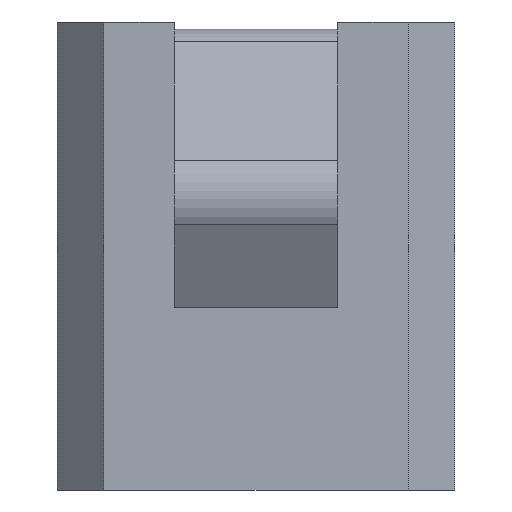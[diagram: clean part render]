
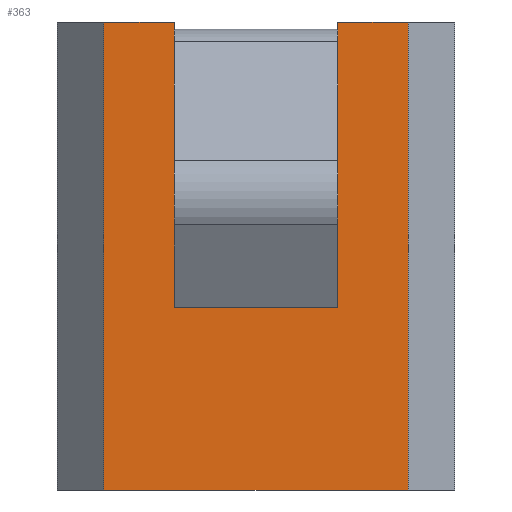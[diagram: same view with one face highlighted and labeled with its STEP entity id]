
A CAD part, front view. The second image highlights one B-rep face of the part: STEP entity #363.
In plain terms, the highlighted planar face has unit normal (0, -1, 0).
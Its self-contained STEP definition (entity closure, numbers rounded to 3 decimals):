
#2 = LINE ( 'NONE', #161, #8 ) ;
#8 = VECTOR ( 'NONE', #252, 1000. ) ;
#63 = DIRECTION ( 'NONE',  ( 0., 0., -1. ) ) ;
#67 = VECTOR ( 'NONE', #927, 1000. ) ;
#68 = CARTESIAN_POINT ( 'NONE',  ( -3.5, -7.5, 19.5 ) ) ;
#73 = ORIENTED_EDGE ( 'NONE', *, *, #1134, .F. ) ;
#74 = CIRCLE ( 'NONE', #150, 2.1 ) ;
#78 = EDGE_CURVE ( 'NONE', #319, #886, #102, .T. ) ;
#80 = VECTOR ( 'NONE', #976, 1000. ) ;
#88 = CARTESIAN_POINT ( 'NONE',  ( 6.5, -7.5, 19.5 ) ) ;
#101 = FACE_OUTER_BOUND ( 'NONE', #431, .T. ) ;
#102 = LINE ( 'NONE', #599, #67 ) ;
#112 = EDGE_CURVE ( 'NONE', #1038, #967, #74, .T. ) ;
#125 = CARTESIAN_POINT ( 'NONE',  ( -3.5, -7.5, 20. ) ) ;
#132 = ORIENTED_EDGE ( 'NONE', *, *, #112, .F. ) ;
#139 = EDGE_CURVE ( 'NONE', #789, #678, #2, .T. ) ;
#150 = AXIS2_PLACEMENT_3D ( 'NONE', #337, #660, #310 ) ;
#153 = ORIENTED_EDGE ( 'NONE', *, *, #1082, .F. ) ;
#161 = CARTESIAN_POINT ( 'NONE',  ( 6.5, -7.5, 20. ) ) ;
#187 = ORIENTED_EDGE ( 'NONE', *, *, #208, .T. ) ;
#197 = FACE_BOUND ( 'NONE', #284, .T. ) ;
#202 = EDGE_CURVE ( 'NONE', #967, #1038, #707, .T. ) ;
#206 = LINE ( 'NONE', #88, #1159 ) ;
#208 = EDGE_CURVE ( 'NONE', #980, #1124, #800, .T. ) ;
#221 = VERTEX_POINT ( 'NONE', #68 ) ;
#252 = DIRECTION ( 'NONE',  ( 1., 0., 0. ) ) ;
#256 = CARTESIAN_POINT ( 'NONE',  ( 3.5, -7.5, 20. ) ) ;
#267 = DIRECTION ( 'NONE',  ( 0., 0., 1. ) ) ;
#269 = CARTESIAN_POINT ( 'NONE',  ( 6.5, -7.5, 20. ) ) ;
#279 = CARTESIAN_POINT ( 'NONE',  ( -6.5, -7.5, 20. ) ) ;
#284 = EDGE_LOOP ( 'NONE', ( #760, #132 ) ) ;
#309 = DIRECTION ( 'NONE',  ( -1., 0., 0. ) ) ;
#310 = DIRECTION ( 'NONE',  ( 0., 0., 1. ) ) ;
#319 = VERTEX_POINT ( 'NONE', #656 ) ;
#331 = DIRECTION ( 'NONE',  ( 0., -1., 0. ) ) ;
#337 = CARTESIAN_POINT ( 'NONE',  ( 0., -7.5, 10. ) ) ;
#338 = LINE ( 'NONE', #949, #80 ) ;
#350 = CARTESIAN_POINT ( 'NONE',  ( 0., -7.5, 10. ) ) ;
#351 = CARTESIAN_POINT ( 'NONE',  ( 6.5, -7.5, 0. ) ) ;
#363 = ADVANCED_FACE ( 'NONE', ( #101, #197 ), #420, .F. ) ;
#407 = CARTESIAN_POINT ( 'NONE',  ( 3.5, -7.5, 17.5 ) ) ;
#408 = AXIS2_PLACEMENT_3D ( 'NONE', #269, #516, #309 ) ;
#420 = PLANE ( 'NONE',  #408 ) ;
#431 = EDGE_LOOP ( 'NONE', ( #153, #588, #1036, #489, #73, #547, #1097, #731, #187, #1119 ) ) ;
#465 = LINE ( 'NONE', #889, #651 ) ;
#489 = ORIENTED_EDGE ( 'NONE', *, *, #1142, .F. ) ;
#493 = LINE ( 'NONE', #828, #1022 ) ;
#516 = DIRECTION ( 'NONE',  ( 0., 1., 0. ) ) ;
#518 = LINE ( 'NONE', #256, #787 ) ;
#519 = CARTESIAN_POINT ( 'NONE',  ( 3.5, -7.5, 19.7 ) ) ;
#531 = CARTESIAN_POINT ( 'NONE',  ( 3.5, -7.5, 20. ) ) ;
#547 = ORIENTED_EDGE ( 'NONE', *, *, #78, .F. ) ;
#562 = VERTEX_POINT ( 'NONE', #531 ) ;
#575 = EDGE_CURVE ( 'NONE', #562, #980, #518, .T. ) ;
#588 = ORIENTED_EDGE ( 'NONE', *, *, #986, .T. ) ;
#599 = CARTESIAN_POINT ( 'NONE',  ( 6.5, -7.5, 20. ) ) ;
#647 = LINE ( 'NONE', #1158, #1007 ) ;
#651 = VECTOR ( 'NONE', #877, 1000. ) ;
#656 = CARTESIAN_POINT ( 'NONE',  ( 6.5, -7.5, 20. ) ) ;
#660 = DIRECTION ( 'NONE',  ( 0., -1., 0. ) ) ;
#676 = CARTESIAN_POINT ( 'NONE',  ( -6.5, -7.5, 20. ) ) ;
#678 = VERTEX_POINT ( 'NONE', #125 ) ;
#688 = VECTOR ( 'NONE', #63, 1000. ) ;
#705 = AXIS2_PLACEMENT_3D ( 'NONE', #350, #331, #267 ) ;
#707 = CIRCLE ( 'NONE', #705, 2.1 ) ;
#714 = DIRECTION ( 'NONE',  ( 1., 0., 0. ) ) ;
#731 = ORIENTED_EDGE ( 'NONE', *, *, #575, .T. ) ;
#760 = ORIENTED_EDGE ( 'NONE', *, *, #202, .F. ) ;
#784 = DIRECTION ( 'NONE',  ( 0., 0., 1. ) ) ;
#787 = VECTOR ( 'NONE', #973, 1000. ) ;
#789 = VERTEX_POINT ( 'NONE', #279 ) ;
#790 = VECTOR ( 'NONE', #784, 1000. ) ;
#800 = LINE ( 'NONE', #407, #688 ) ;
#817 = DIRECTION ( 'NONE',  ( 0., 0., 1. ) ) ;
#818 = CARTESIAN_POINT ( 'NONE',  ( 0., -7.5, 12.1 ) ) ;
#825 = DIRECTION ( 'NONE',  ( -1., 0., 0. ) ) ;
#828 = CARTESIAN_POINT ( 'NONE',  ( 6.5, -7.5, 0. ) ) ;
#836 = CARTESIAN_POINT ( 'NONE',  ( 3.5, -7.5, 19.5 ) ) ;
#877 = DIRECTION ( 'NONE',  ( 0., 0., -1. ) ) ;
#886 = VERTEX_POINT ( 'NONE', #351 ) ;
#889 = CARTESIAN_POINT ( 'NONE',  ( -3.5, -7.5, 17.5 ) ) ;
#927 = DIRECTION ( 'NONE',  ( 0., 0., -1. ) ) ;
#940 = EDGE_CURVE ( 'NONE', #221, #1124, #206, .T. ) ;
#949 = CARTESIAN_POINT ( 'NONE',  ( 6.5, -7.5, 20. ) ) ;
#967 = VERTEX_POINT ( 'NONE', #818 ) ;
#973 = DIRECTION ( 'NONE',  ( 0., 0., -1. ) ) ;
#976 = DIRECTION ( 'NONE',  ( 1., 0., 0. ) ) ;
#980 = VERTEX_POINT ( 'NONE', #519 ) ;
#986 = EDGE_CURVE ( 'NONE', #1012, #678, #647, .T. ) ;
#1007 = VECTOR ( 'NONE', #817, 1000. ) ;
#1010 = VERTEX_POINT ( 'NONE', #1098 ) ;
#1012 = VERTEX_POINT ( 'NONE', #1080 ) ;
#1022 = VECTOR ( 'NONE', #825, 1000. ) ;
#1028 = LINE ( 'NONE', #676, #790 ) ;
#1036 = ORIENTED_EDGE ( 'NONE', *, *, #139, .F. ) ;
#1038 = VERTEX_POINT ( 'NONE', #1046 ) ;
#1046 = CARTESIAN_POINT ( 'NONE',  ( 0., -7.5, 7.9 ) ) ;
#1062 = EDGE_CURVE ( 'NONE', #562, #319, #338, .T. ) ;
#1080 = CARTESIAN_POINT ( 'NONE',  ( -3.5, -7.5, 19.7 ) ) ;
#1082 = EDGE_CURVE ( 'NONE', #1012, #221, #465, .T. ) ;
#1097 = ORIENTED_EDGE ( 'NONE', *, *, #1062, .F. ) ;
#1098 = CARTESIAN_POINT ( 'NONE',  ( -6.5, -7.5, 0. ) ) ;
#1119 = ORIENTED_EDGE ( 'NONE', *, *, #940, .F. ) ;
#1124 = VERTEX_POINT ( 'NONE', #836 ) ;
#1134 = EDGE_CURVE ( 'NONE', #886, #1010, #493, .T. ) ;
#1142 = EDGE_CURVE ( 'NONE', #1010, #789, #1028, .T. ) ;
#1158 = CARTESIAN_POINT ( 'NONE',  ( -3.5, -7.5, 20. ) ) ;
#1159 = VECTOR ( 'NONE', #714, 1000. ) ;
